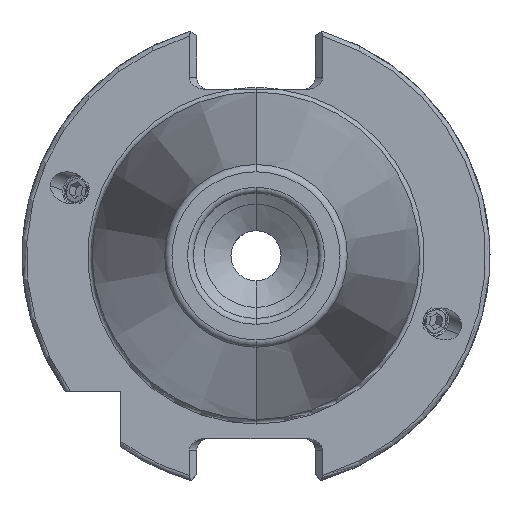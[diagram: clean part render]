
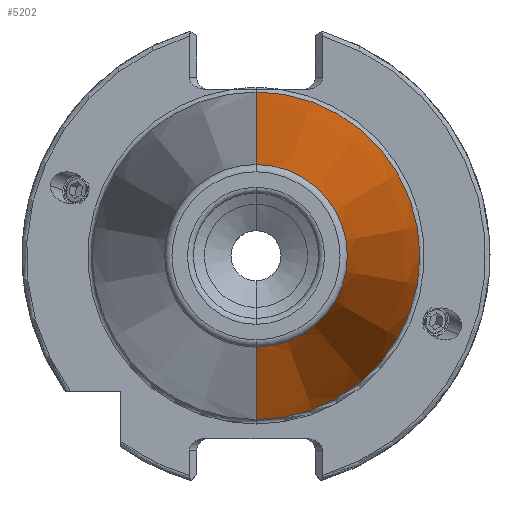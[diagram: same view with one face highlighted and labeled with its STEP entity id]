
A CAD part, left-side view. The second image highlights one B-rep face of the part: STEP entity #5202.
In plain terms, the highlighted conical face has half-angle 8.297 degrees and reference radius 22.225 mm.
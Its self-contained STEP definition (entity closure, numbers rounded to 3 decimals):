
#935 = EDGE_CURVE ( 'NONE', #5925, #5895, #971, .T. ) ;
#971 = LINE ( 'NONE', #2852, #5778 ) ;
#1033 = DIRECTION ( 'NONE',  ( -1., 0., 0. ) ) ;
#1452 = CIRCLE ( 'NONE', #5677, 12.397 ) ;
#1697 = DIRECTION ( 'NONE',  ( 0., 0., -1. ) ) ;
#1805 = CARTESIAN_POINT ( 'NONE',  ( -67.394, 0., -12.397 ) ) ;
#1829 = VECTOR ( 'NONE', #2732, 1000. ) ;
#2202 = ORIENTED_EDGE ( 'NONE', *, *, #4660, .F. ) ;
#2252 = CARTESIAN_POINT ( 'NONE',  ( -67.394, 0., 0. ) ) ;
#2274 = DIRECTION ( 'NONE',  ( 0.99, 0., 0.144 ) ) ;
#2340 = EDGE_CURVE ( 'NONE', #2574, #5895, #7638, .T. ) ;
#2574 = VERTEX_POINT ( 'NONE', #4079 ) ;
#2732 = DIRECTION ( 'NONE',  ( 0.99, 0., -0.144 ) ) ;
#2767 = ORIENTED_EDGE ( 'NONE', *, *, #3754, .T. ) ;
#2814 = LINE ( 'NONE', #7906, #1829 ) ;
#2852 = CARTESIAN_POINT ( 'NONE',  ( 0., 0., 22.225 ) ) ;
#3021 = FACE_OUTER_BOUND ( 'NONE', #5361, .T. ) ;
#3317 = AXIS2_PLACEMENT_3D ( 'NONE', #7422, #5590, #1697 ) ;
#3754 = EDGE_CURVE ( 'NONE', #4304, #2574, #2814, .T. ) ;
#4079 = CARTESIAN_POINT ( 'NONE',  ( 0., 0., -22.225 ) ) ;
#4304 = VERTEX_POINT ( 'NONE', #1805 ) ;
#4660 = EDGE_CURVE ( 'NONE', #4304, #5925, #1452, .T. ) ;
#4838 = AXIS2_PLACEMENT_3D ( 'NONE', #7085, #5131, #5679 ) ;
#5027 = CONICAL_SURFACE ( 'NONE', #3317, 22.225, 0.145 ) ;
#5036 = ORIENTED_EDGE ( 'NONE', *, *, #2340, .T. ) ;
#5131 = DIRECTION ( 'NONE',  ( -1., 0., 0. ) ) ;
#5202 = ADVANCED_FACE ( 'NONE', ( #3021 ), #5027, .T. ) ;
#5361 = EDGE_LOOP ( 'NONE', ( #6282, #2202, #2767, #5036 ) ) ;
#5590 = DIRECTION ( 'NONE',  ( 1., 0., 0. ) ) ;
#5677 = AXIS2_PLACEMENT_3D ( 'NONE', #2252, #1033, #6278 ) ;
#5679 = DIRECTION ( 'NONE',  ( 0., 0., 1. ) ) ;
#5778 = VECTOR ( 'NONE', #2274, 1000. ) ;
#5895 = VERTEX_POINT ( 'NONE', #6197 ) ;
#5925 = VERTEX_POINT ( 'NONE', #7935 ) ;
#6197 = CARTESIAN_POINT ( 'NONE',  ( 0., 0., 22.225 ) ) ;
#6278 = DIRECTION ( 'NONE',  ( 0., 0., 1. ) ) ;
#6282 = ORIENTED_EDGE ( 'NONE', *, *, #935, .F. ) ;
#7085 = CARTESIAN_POINT ( 'NONE',  ( 0., 0., 0. ) ) ;
#7422 = CARTESIAN_POINT ( 'NONE',  ( 0., 0., 0. ) ) ;
#7638 = CIRCLE ( 'NONE', #4838, 22.225 ) ;
#7906 = CARTESIAN_POINT ( 'NONE',  ( 0., 0., -22.225 ) ) ;
#7935 = CARTESIAN_POINT ( 'NONE',  ( -67.394, 0., 12.397 ) ) ;
